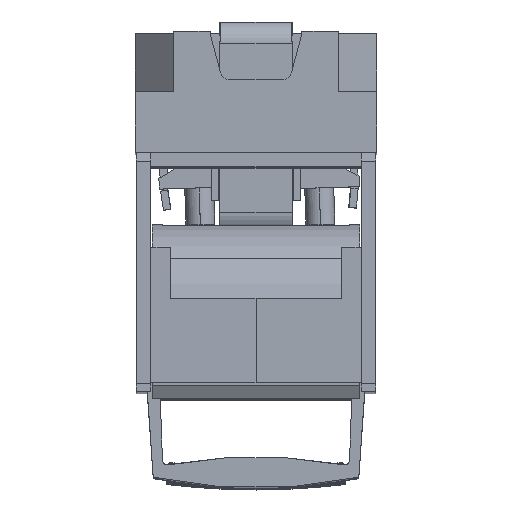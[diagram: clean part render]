
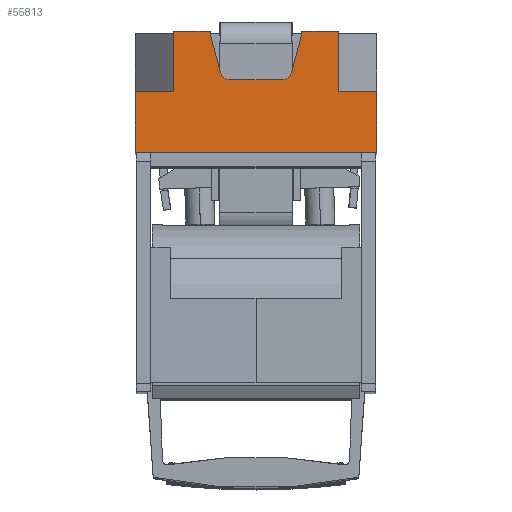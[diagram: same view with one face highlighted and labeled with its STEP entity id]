
A CAD part, top view. The second image highlights one B-rep face of the part: STEP entity #55813.
In plain terms, the highlighted planar face has unit normal (0, 0, 1).
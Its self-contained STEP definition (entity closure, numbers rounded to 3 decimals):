
#55665=AXIS2_PLACEMENT_3D('Plane Axis2P3D',#55662,#55663,#55664) ;
#55678=AXIS2_PLACEMENT_3D('Circle Axis2P3D',#55676,#55677,$) ;
#55692=AXIS2_PLACEMENT_3D('Circle Axis2P3D',#55690,#55691,$) ;
#52787=CARTESIAN_POINT('Vertex',(50.,-54.,277.5)) ;
#52790=CARTESIAN_POINT('Line Origine',(0.,-54.,277.5)) ;
#52794=CARTESIAN_POINT('Vertex',(-50.,-54.,277.5)) ;
#55623=CARTESIAN_POINT('Line Origine',(-50.,-29.,277.5)) ;
#55627=CARTESIAN_POINT('Vertex',(-50.,-29.,277.5)) ;
#55662=CARTESIAN_POINT('Axis2P3D Location',(0.,-4.,277.5)) ;
#55667=CARTESIAN_POINT('Line Origine',(16.811,-13.103,277.5)) ;
#55671=CARTESIAN_POINT('Vertex',(18.936,-5.171,277.5)) ;
#55673=CARTESIAN_POINT('Vertex',(14.685,-21.035,277.5)) ;
#55676=CARTESIAN_POINT('Axis2P3D Location',(10.822,-20.,277.5)) ;
#55680=CARTESIAN_POINT('Vertex',(10.822,-24.,277.5)) ;
#55683=CARTESIAN_POINT('Line Origine',(0.,-24.,277.5)) ;
#55687=CARTESIAN_POINT('Vertex',(-10.822,-24.,277.5)) ;
#55690=CARTESIAN_POINT('Axis2P3D Location',(-10.822,-20.,277.5)) ;
#55694=CARTESIAN_POINT('Vertex',(-14.685,-21.035,277.5)) ;
#55697=CARTESIAN_POINT('Line Origine',(-16.811,-13.103,277.5)) ;
#55701=CARTESIAN_POINT('Vertex',(-18.936,-5.171,277.5)) ;
#55704=CARTESIAN_POINT('Line Origine',(-18.936,-4.585,277.5)) ;
#55708=CARTESIAN_POINT('Vertex',(-18.936,-4.,277.5)) ;
#55711=CARTESIAN_POINT('Line Origine',(-19.093,-4.,277.5)) ;
#55715=CARTESIAN_POINT('Vertex',(-19.25,-4.,277.5)) ;
#55718=CARTESIAN_POINT('Line Origine',(-23.375,-4.,277.5)) ;
#55722=CARTESIAN_POINT('Vertex',(-27.5,-4.,277.5)) ;
#55725=CARTESIAN_POINT('Line Origine',(-30.882,-4.,277.5)) ;
#55729=CARTESIAN_POINT('Vertex',(-34.264,-4.,277.5)) ;
#55732=CARTESIAN_POINT('Line Origine',(-34.264,-16.5,277.5)) ;
#55736=CARTESIAN_POINT('Vertex',(-34.264,-29.,277.5)) ;
#55739=CARTESIAN_POINT('Line Origine',(-42.132,-29.,277.5)) ;
#55744=CARTESIAN_POINT('Line Origine',(50.,-41.5,277.5)) ;
#55748=CARTESIAN_POINT('Vertex',(50.,-29.,277.5)) ;
#55751=CARTESIAN_POINT('Line Origine',(42.132,-29.,277.5)) ;
#55755=CARTESIAN_POINT('Vertex',(34.264,-29.,277.5)) ;
#55758=CARTESIAN_POINT('Line Origine',(34.264,-16.5,277.5)) ;
#55762=CARTESIAN_POINT('Vertex',(34.264,-4.,277.5)) ;
#55765=CARTESIAN_POINT('Line Origine',(30.882,-4.,277.5)) ;
#55769=CARTESIAN_POINT('Vertex',(27.5,-4.,277.5)) ;
#55772=CARTESIAN_POINT('Line Origine',(23.375,-4.,277.5)) ;
#55776=CARTESIAN_POINT('Vertex',(19.25,-4.,277.5)) ;
#55779=CARTESIAN_POINT('Line Origine',(19.093,-4.,277.5)) ;
#55783=CARTESIAN_POINT('Vertex',(18.936,-4.,277.5)) ;
#55786=CARTESIAN_POINT('Line Origine',(18.936,-4.585,277.5)) ;
#52791=DIRECTION('Vector Direction',(1.,0.,0.)) ;
#55624=DIRECTION('Vector Direction',(0.,-1.,0.)) ;
#55663=DIRECTION('Axis2P3D Direction',(-0.,0.,1.)) ;
#55664=DIRECTION('Axis2P3D XDirection',(0.,-1.,0.)) ;
#55668=DIRECTION('Vector Direction',(-0.259,-0.966,0.)) ;
#55677=DIRECTION('Axis2P3D Direction',(-0.,0.,1.)) ;
#55684=DIRECTION('Vector Direction',(-1.,0.,0.)) ;
#55691=DIRECTION('Axis2P3D Direction',(-0.,0.,1.)) ;
#55698=DIRECTION('Vector Direction',(-0.259,0.966,0.)) ;
#55705=DIRECTION('Vector Direction',(0.,-1.,0.)) ;
#55712=DIRECTION('Vector Direction',(1.,0.,0.)) ;
#55719=DIRECTION('Vector Direction',(-1.,0.,0.)) ;
#55726=DIRECTION('Vector Direction',(1.,0.,0.)) ;
#55733=DIRECTION('Vector Direction',(0.,-1.,0.)) ;
#55740=DIRECTION('Vector Direction',(-1.,0.,0.)) ;
#55745=DIRECTION('Vector Direction',(0.,1.,0.)) ;
#55752=DIRECTION('Vector Direction',(-1.,0.,0.)) ;
#55759=DIRECTION('Vector Direction',(0.,-1.,0.)) ;
#55766=DIRECTION('Vector Direction',(1.,0.,0.)) ;
#55773=DIRECTION('Vector Direction',(-1.,0.,0.)) ;
#55780=DIRECTION('Vector Direction',(1.,0.,0.)) ;
#55787=DIRECTION('Vector Direction',(0.,-1.,0.)) ;
#52792=VECTOR('Line Direction',#52791,1.) ;
#55625=VECTOR('Line Direction',#55624,1.) ;
#55669=VECTOR('Line Direction',#55668,1.) ;
#55685=VECTOR('Line Direction',#55684,1.) ;
#55699=VECTOR('Line Direction',#55698,1.) ;
#55706=VECTOR('Line Direction',#55705,1.) ;
#55713=VECTOR('Line Direction',#55712,1.) ;
#55720=VECTOR('Line Direction',#55719,1.) ;
#55727=VECTOR('Line Direction',#55726,1.) ;
#55734=VECTOR('Line Direction',#55733,1.) ;
#55741=VECTOR('Line Direction',#55740,1.) ;
#55746=VECTOR('Line Direction',#55745,1.) ;
#55753=VECTOR('Line Direction',#55752,1.) ;
#55760=VECTOR('Line Direction',#55759,1.) ;
#55767=VECTOR('Line Direction',#55766,1.) ;
#55774=VECTOR('Line Direction',#55773,1.) ;
#55781=VECTOR('Line Direction',#55780,1.) ;
#55788=VECTOR('Line Direction',#55787,1.) ;
#55792=ORIENTED_EDGE('',*,*,#55675,.T.) ;
#55793=ORIENTED_EDGE('',*,*,#55682,.T.) ;
#55794=ORIENTED_EDGE('',*,*,#55689,.T.) ;
#55795=ORIENTED_EDGE('',*,*,#55696,.T.) ;
#55796=ORIENTED_EDGE('',*,*,#55703,.T.) ;
#55797=ORIENTED_EDGE('',*,*,#55710,.F.) ;
#55798=ORIENTED_EDGE('',*,*,#55717,.F.) ;
#55799=ORIENTED_EDGE('',*,*,#55724,.T.) ;
#55800=ORIENTED_EDGE('',*,*,#55731,.F.) ;
#55801=ORIENTED_EDGE('',*,*,#55738,.T.) ;
#55802=ORIENTED_EDGE('',*,*,#55743,.T.) ;
#55803=ORIENTED_EDGE('',*,*,#55629,.T.) ;
#55804=ORIENTED_EDGE('',*,*,#52796,.T.) ;
#55805=ORIENTED_EDGE('',*,*,#55750,.T.) ;
#55806=ORIENTED_EDGE('',*,*,#55757,.T.) ;
#55807=ORIENTED_EDGE('',*,*,#55764,.F.) ;
#55808=ORIENTED_EDGE('',*,*,#55771,.F.) ;
#55809=ORIENTED_EDGE('',*,*,#55778,.T.) ;
#55810=ORIENTED_EDGE('',*,*,#55785,.F.) ;
#55811=ORIENTED_EDGE('',*,*,#55790,.T.) ;
#55813=ADVANCED_FACE('804193_L01_NH-Leistenunterteil Gr.3  L/SL3/9/KM2G-F',(#55812),#55666,.T.) ;
#55679=CIRCLE('generated circle',#55678,4.) ;
#55693=CIRCLE('generated circle',#55692,4.) ;
#52796=EDGE_CURVE('',#52795,#52788,#52793,.T.) ;
#55629=EDGE_CURVE('',#55628,#52795,#55626,.T.) ;
#55675=EDGE_CURVE('',#55672,#55674,#55670,.T.) ;
#55682=EDGE_CURVE('',#55674,#55681,#55679,.F.) ;
#55689=EDGE_CURVE('',#55681,#55688,#55686,.T.) ;
#55696=EDGE_CURVE('',#55688,#55695,#55693,.F.) ;
#55703=EDGE_CURVE('',#55695,#55702,#55700,.T.) ;
#55710=EDGE_CURVE('',#55709,#55702,#55707,.T.) ;
#55717=EDGE_CURVE('',#55716,#55709,#55714,.T.) ;
#55724=EDGE_CURVE('',#55716,#55723,#55721,.T.) ;
#55731=EDGE_CURVE('',#55730,#55723,#55728,.T.) ;
#55738=EDGE_CURVE('',#55730,#55737,#55735,.T.) ;
#55743=EDGE_CURVE('',#55737,#55628,#55742,.T.) ;
#55750=EDGE_CURVE('',#52788,#55749,#55747,.T.) ;
#55757=EDGE_CURVE('',#55749,#55756,#55754,.T.) ;
#55764=EDGE_CURVE('',#55763,#55756,#55761,.T.) ;
#55771=EDGE_CURVE('',#55770,#55763,#55768,.T.) ;
#55778=EDGE_CURVE('',#55770,#55777,#55775,.T.) ;
#55785=EDGE_CURVE('',#55784,#55777,#55782,.T.) ;
#55790=EDGE_CURVE('',#55784,#55672,#55789,.T.) ;
#55791=EDGE_LOOP('',(#55792,#55793,#55794,#55795,#55796,#55797,#55798,#55799,#55800,#55801,#55802,#55803,#55804,#55805,#55806,#55807,#55808,#55809,#55810,#55811)) ;
#55812=FACE_OUTER_BOUND('',#55791,.T.) ;
#52793=LINE('Line',#52790,#52792) ;
#55626=LINE('Line',#55623,#55625) ;
#55670=LINE('Line',#55667,#55669) ;
#55686=LINE('Line',#55683,#55685) ;
#55700=LINE('Line',#55697,#55699) ;
#55707=LINE('Line',#55704,#55706) ;
#55714=LINE('Line',#55711,#55713) ;
#55721=LINE('Line',#55718,#55720) ;
#55728=LINE('Line',#55725,#55727) ;
#55735=LINE('Line',#55732,#55734) ;
#55742=LINE('Line',#55739,#55741) ;
#55747=LINE('Line',#55744,#55746) ;
#55754=LINE('Line',#55751,#55753) ;
#55761=LINE('Line',#55758,#55760) ;
#55768=LINE('Line',#55765,#55767) ;
#55775=LINE('Line',#55772,#55774) ;
#55782=LINE('Line',#55779,#55781) ;
#55789=LINE('Line',#55786,#55788) ;
#55666=PLANE('Plane',#55665) ;
#52788=VERTEX_POINT('',#52787) ;
#52795=VERTEX_POINT('',#52794) ;
#55628=VERTEX_POINT('',#55627) ;
#55672=VERTEX_POINT('',#55671) ;
#55674=VERTEX_POINT('',#55673) ;
#55681=VERTEX_POINT('',#55680) ;
#55688=VERTEX_POINT('',#55687) ;
#55695=VERTEX_POINT('',#55694) ;
#55702=VERTEX_POINT('',#55701) ;
#55709=VERTEX_POINT('',#55708) ;
#55716=VERTEX_POINT('',#55715) ;
#55723=VERTEX_POINT('',#55722) ;
#55730=VERTEX_POINT('',#55729) ;
#55737=VERTEX_POINT('',#55736) ;
#55749=VERTEX_POINT('',#55748) ;
#55756=VERTEX_POINT('',#55755) ;
#55763=VERTEX_POINT('',#55762) ;
#55770=VERTEX_POINT('',#55769) ;
#55777=VERTEX_POINT('',#55776) ;
#55784=VERTEX_POINT('',#55783) ;
